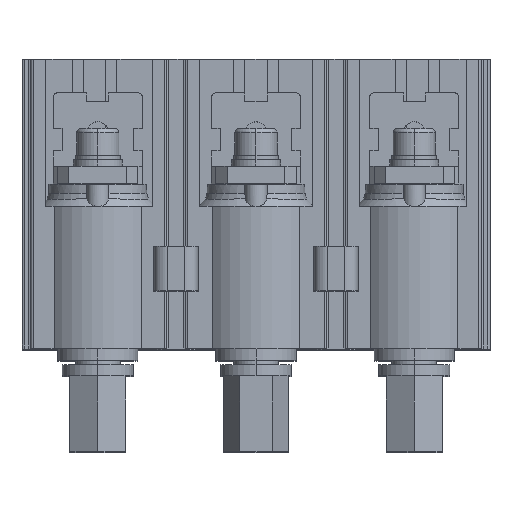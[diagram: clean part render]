
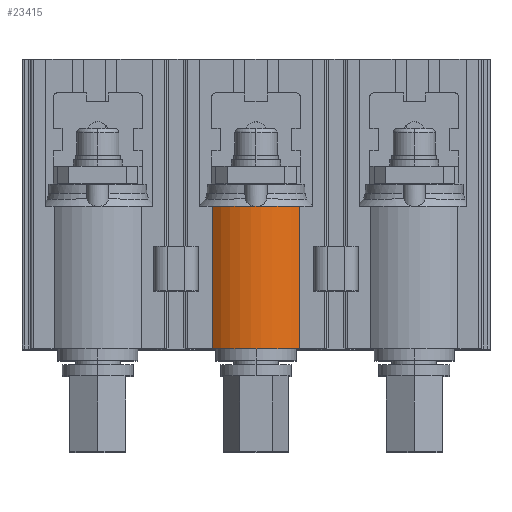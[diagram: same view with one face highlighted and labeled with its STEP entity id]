
A CAD part, top view. The second image highlights one B-rep face of the part: STEP entity #23415.
In plain terms, the highlighted cylindrical face has radius 14 mm (diameter 28 mm), a partial arc.
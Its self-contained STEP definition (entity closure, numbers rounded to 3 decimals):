
#1635 = CARTESIAN_POINT ( 'NONE',  ( -9.798, 0., 82.5 ) ) ;
#2876 = ORIENTED_EDGE ( 'NONE', *, *, #32751, .F. ) ;
#5038 = DIRECTION ( 'NONE',  ( 0., 1., 0. ) ) ;
#6230 = AXIS2_PLACEMENT_3D ( 'NONE', #34597, #5038, #41688 ) ;
#8021 = EDGE_CURVE ( 'NONE', #34283, #39246, #26878, .T. ) ;
#9201 = VERTEX_POINT ( 'NONE', #14814 ) ;
#9459 = VERTEX_POINT ( 'NONE', #1635 ) ;
#10956 = ORIENTED_EDGE ( 'NONE', *, *, #16874, .F. ) ;
#11486 = ORIENTED_EDGE ( 'NONE', *, *, #8021, .F. ) ;
#14814 = CARTESIAN_POINT ( 'NONE',  ( 9.798, 0., 82.5 ) ) ;
#14891 = CIRCLE ( 'NONE', #39029, 14. ) ;
#15156 = LINE ( 'NONE', #18175, #34439 ) ;
#16198 = DIRECTION ( 'NONE',  ( 0., 0., -1. ) ) ;
#16874 = EDGE_CURVE ( 'NONE', #39246, #9201, #37265, .T. ) ;
#17597 = CARTESIAN_POINT ( 'NONE',  ( 9.798, 32., 82.5 ) ) ;
#18175 = CARTESIAN_POINT ( 'NONE',  ( -9.798, 71.598, 82.5 ) ) ;
#18231 = CARTESIAN_POINT ( 'NONE',  ( 9.798, 71.598, 82.5 ) ) ;
#19070 = DIRECTION ( 'NONE',  ( 0., -1., 0. ) ) ;
#19449 = DIRECTION ( 'NONE',  ( 0., -1., 0. ) ) ;
#21688 = ORIENTED_EDGE ( 'NONE', *, *, #25448, .F. ) ;
#21876 = CARTESIAN_POINT ( 'NONE',  ( 0., 71.598, 72.5 ) ) ;
#22108 = FACE_OUTER_BOUND ( 'NONE', #24015, .T. ) ;
#22675 = CARTESIAN_POINT ( 'NONE',  ( 0., 0., 72.5 ) ) ;
#23415 = ADVANCED_FACE ( 'NONE', ( #22108 ), #24924, .T. ) ;
#24015 = EDGE_LOOP ( 'NONE', ( #10956, #11486, #2876, #21688 ) ) ;
#24494 = DIRECTION ( 'NONE',  ( 0., -1., 0. ) ) ;
#24924 = CYLINDRICAL_SURFACE ( 'NONE', #31248, 14. ) ;
#25448 = EDGE_CURVE ( 'NONE', #9201, #9459, #14891, .T. ) ;
#25564 = DIRECTION ( 'NONE',  ( 0., 0., -1. ) ) ;
#26878 = CIRCLE ( 'NONE', #6230, 14. ) ;
#31248 = AXIS2_PLACEMENT_3D ( 'NONE', #21876, #19070, #25564 ) ;
#32751 = EDGE_CURVE ( 'NONE', #9459, #34283, #15156, .T. ) ;
#33273 = CARTESIAN_POINT ( 'NONE',  ( -9.798, 32., 82.5 ) ) ;
#34283 = VERTEX_POINT ( 'NONE', #33273 ) ;
#34439 = VECTOR ( 'NONE', #41696, 1000. ) ;
#34597 = CARTESIAN_POINT ( 'NONE',  ( 0., 32., 72.5 ) ) ;
#36506 = VECTOR ( 'NONE', #24494, 1000. ) ;
#37265 = LINE ( 'NONE', #18231, #36506 ) ;
#39029 = AXIS2_PLACEMENT_3D ( 'NONE', #22675, #19449, #16198 ) ;
#39246 = VERTEX_POINT ( 'NONE', #17597 ) ;
#41688 = DIRECTION ( 'NONE',  ( 0., 0., -1. ) ) ;
#41696 = DIRECTION ( 'NONE',  ( 0., 1., 0. ) ) ;
